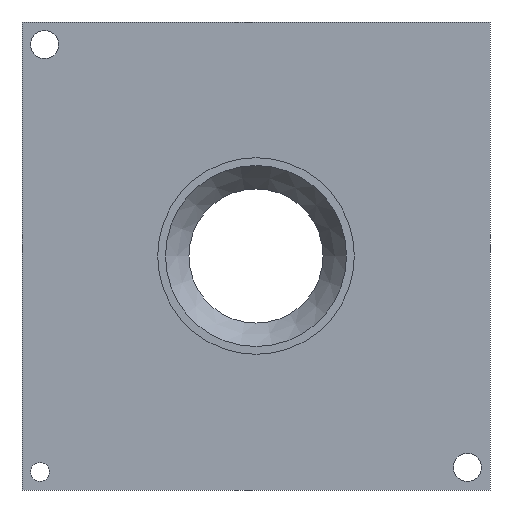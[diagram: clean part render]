
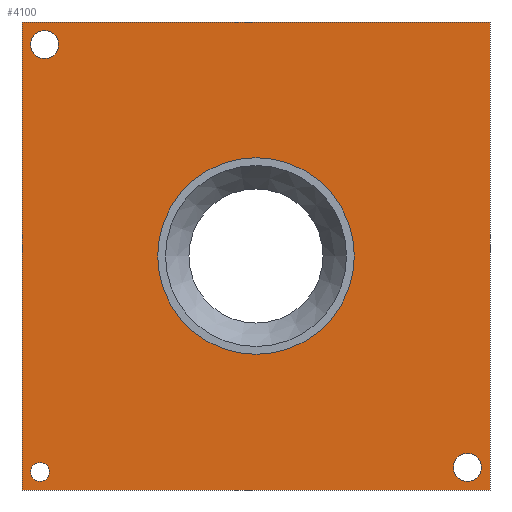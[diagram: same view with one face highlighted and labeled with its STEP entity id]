
A CAD part, front view. The second image highlights one B-rep face of the part: STEP entity #4100.
In plain terms, the highlighted planar face has unit normal (0, -1, 0).
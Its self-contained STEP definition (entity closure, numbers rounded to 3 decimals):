
#55=FACE_BOUND('',#661,.T.);
#56=FACE_BOUND('',#662,.T.);
#57=FACE_BOUND('',#663,.T.);
#58=FACE_BOUND('',#664,.T.);
#82=CIRCLE('',#4257,4.5);
#83=CIRCLE('',#4259,4.5);
#84=CIRCLE('',#4261,3.);
#85=CIRCLE('',#4263,31.5);
#410=FACE_OUTER_BOUND('',#660,.T.);
#660=EDGE_LOOP('',(#3684,#3685,#3686,#3687));
#661=EDGE_LOOP('',(#3688));
#662=EDGE_LOOP('',(#3689));
#663=EDGE_LOOP('',(#3690));
#664=EDGE_LOOP('',(#3691));
#1235=LINE('',#7618,#1632);
#1236=LINE('',#7620,#1633);
#1237=LINE('',#7622,#1634);
#1238=LINE('',#7623,#1635);
#1632=VECTOR('',#4969,150.);
#1633=VECTOR('',#4970,150.);
#1634=VECTOR('',#4971,150.);
#1635=VECTOR('',#4972,150.);
#2014=VERTEX_POINT('',#7607);
#2015=VERTEX_POINT('',#7610);
#2016=VERTEX_POINT('',#7613);
#2017=VERTEX_POINT('',#7616);
#2018=VERTEX_POINT('',#7617);
#2019=VERTEX_POINT('',#7619);
#2020=VERTEX_POINT('',#7621);
#2021=VERTEX_POINT('',#7624);
#2587=EDGE_CURVE('',#2014,#2014,#82,.T.);
#2588=EDGE_CURVE('',#2015,#2015,#83,.T.);
#2589=EDGE_CURVE('',#2016,#2016,#84,.T.);
#2590=EDGE_CURVE('',#2017,#2018,#1235,.T.);
#2591=EDGE_CURVE('',#2018,#2019,#1236,.T.);
#2592=EDGE_CURVE('',#2019,#2020,#1237,.T.);
#2593=EDGE_CURVE('',#2020,#2017,#1238,.T.);
#2594=EDGE_CURVE('',#2021,#2021,#85,.T.);
#3684=ORIENTED_EDGE('',*,*,#2590,.T.);
#3685=ORIENTED_EDGE('',*,*,#2591,.T.);
#3686=ORIENTED_EDGE('',*,*,#2592,.T.);
#3687=ORIENTED_EDGE('',*,*,#2593,.T.);
#3688=ORIENTED_EDGE('',*,*,#2594,.F.);
#3689=ORIENTED_EDGE('',*,*,#2587,.T.);
#3690=ORIENTED_EDGE('',*,*,#2588,.T.);
#3691=ORIENTED_EDGE('',*,*,#2589,.T.);
#3884=PLANE('',#4262);
#4100=ADVANCED_FACE('',(#410,#55,#56,#57,#58),#3884,.T.);
#4257=AXIS2_PLACEMENT_3D('',#7608,#4957,#4958);
#4259=AXIS2_PLACEMENT_3D('',#7611,#4961,#4962);
#4261=AXIS2_PLACEMENT_3D('',#7614,#4965,#4966);
#4262=AXIS2_PLACEMENT_3D('',#7615,#4967,#4968);
#4263=AXIS2_PLACEMENT_3D('',#7625,#4973,#4974);
#4957=DIRECTION('center_axis',(0.,1.,0.));
#4958=DIRECTION('ref_axis',(-1.,0.,0.));
#4961=DIRECTION('center_axis',(0.,1.,0.));
#4962=DIRECTION('ref_axis',(-1.,0.,0.));
#4965=DIRECTION('center_axis',(0.,1.,0.));
#4966=DIRECTION('ref_axis',(-1.,0.,0.));
#4967=DIRECTION('center_axis',(0.,-1.,0.));
#4968=DIRECTION('ref_axis',(0.,0.,-1.));
#4969=DIRECTION('',(-1.,0.,0.));
#4970=DIRECTION('',(0.,0.,-1.));
#4971=DIRECTION('',(1.,0.,0.));
#4972=DIRECTION('',(0.,0.,1.));
#4973=DIRECTION('center_axis',(0.,-1.,0.));
#4974=DIRECTION('ref_axis',(1.,0.,0.));
#7607=CARTESIAN_POINT('',(72.252,136.464,-67.752));
#7608=CARTESIAN_POINT('Origin',(67.752,136.464,-67.752));
#7610=CARTESIAN_POINT('',(-63.252,136.464,67.752));
#7611=CARTESIAN_POINT('Origin',(-67.752,136.464,67.752));
#7613=CARTESIAN_POINT('',(-66.222,136.464,-69.222));
#7614=CARTESIAN_POINT('Origin',(-69.222,136.464,-69.222));
#7615=CARTESIAN_POINT('Origin',(0.,136.464,
0.));
#7616=CARTESIAN_POINT('',(75.,136.464,75.));
#7617=CARTESIAN_POINT('',(-75.,136.464,75.));
#7618=CARTESIAN_POINT('',(75.,136.464,75.));
#7619=CARTESIAN_POINT('',(-75.,136.464,-75.));
#7620=CARTESIAN_POINT('',(-75.,136.464,75.));
#7621=CARTESIAN_POINT('',(75.,136.464,-75.));
#7622=CARTESIAN_POINT('',(-75.,136.464,-75.));
#7623=CARTESIAN_POINT('',(75.,136.464,-75.));
#7624=CARTESIAN_POINT('',(31.5,136.464,0.));
#7625=CARTESIAN_POINT('Origin',(0.,136.464,0.));
